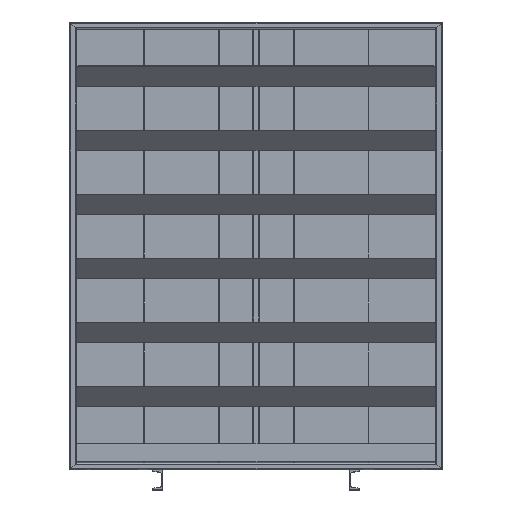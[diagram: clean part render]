
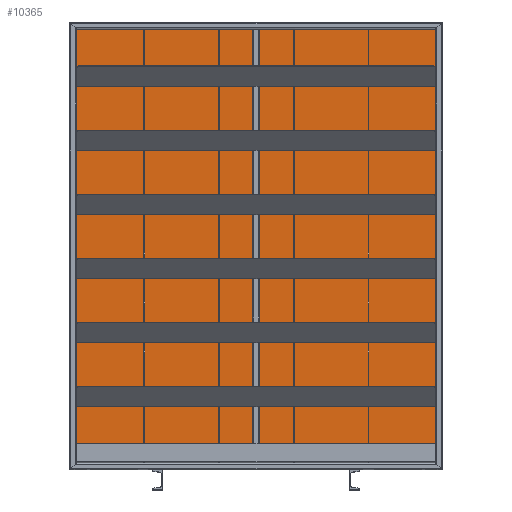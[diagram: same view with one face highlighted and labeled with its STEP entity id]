
A CAD part, top view. The second image highlights one B-rep face of the part: STEP entity #10365.
In plain terms, the highlighted free-form (B-spline) face has degree [1, 1] with [2, 2] control points.
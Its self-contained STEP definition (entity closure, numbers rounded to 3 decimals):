
#10333 = EDGE_CURVE('',#10334,#10336,#10338,.T.);
#10334 = VERTEX_POINT('',#10335);
#10335 = CARTESIAN_POINT('',(710.598,-1700.361,
    -507.57));
#10336 = VERTEX_POINT('',#10337);
#10337 = CARTESIAN_POINT('',(710.598,0.,-507.57));
#10338 = B_SPLINE_CURVE_WITH_KNOTS('',1,(#10339,#10340),.UNSPECIFIED.,
  .F.,.F.,(2,2),(0.,1675.),.PIECEWISE_BEZIER_KNOTS.);
#10339 = CARTESIAN_POINT('',(710.598,-1700.361,
    -507.57));
#10340 = CARTESIAN_POINT('',(710.598,0.,-507.57));
#10365 = ADVANCED_FACE('',(#10366),#10388,.T.);
#10366 = FACE_BOUND('',#10367,.F.);
#10367 = EDGE_LOOP('',(#10368,#10369,#10376,#10383));
#10368 = ORIENTED_EDGE('',*,*,#10333,.F.);
#10369 = ORIENTED_EDGE('',*,*,#10370,.T.);
#10370 = EDGE_CURVE('',#10334,#10371,#10373,.T.);
#10371 = VERTEX_POINT('',#10372);
#10372 = CARTESIAN_POINT('',(-710.598,-1700.361,
    -507.57));
#10373 = B_SPLINE_CURVE_WITH_KNOTS('',1,(#10374,#10375),.UNSPECIFIED.,
  .F.,.F.,(2,2),(0.,1400.),.PIECEWISE_BEZIER_KNOTS.);
#10374 = CARTESIAN_POINT('',(710.598,-1700.361,
    -507.57));
#10375 = CARTESIAN_POINT('',(-710.598,-1700.361,
    -507.57));
#10376 = ORIENTED_EDGE('',*,*,#10377,.T.);
#10377 = EDGE_CURVE('',#10371,#10378,#10380,.T.);
#10378 = VERTEX_POINT('',#10379);
#10379 = CARTESIAN_POINT('',(-710.598,0.,-507.57));
#10380 = B_SPLINE_CURVE_WITH_KNOTS('',1,(#10381,#10382),.UNSPECIFIED.,
  .F.,.F.,(2,2),(0.,1675.),.PIECEWISE_BEZIER_KNOTS.);
#10381 = CARTESIAN_POINT('',(-710.598,-1700.361,
    -507.57));
#10382 = CARTESIAN_POINT('',(-710.598,0.,-507.57));
#10383 = ORIENTED_EDGE('',*,*,#10384,.F.);
#10384 = EDGE_CURVE('',#10336,#10378,#10385,.T.);
#10385 = B_SPLINE_CURVE_WITH_KNOTS('',1,(#10386,#10387),.UNSPECIFIED.,
  .F.,.F.,(2,2),(0.,1400.),.PIECEWISE_BEZIER_KNOTS.);
#10386 = CARTESIAN_POINT('',(710.598,0.,-507.57));
#10387 = CARTESIAN_POINT('',(-710.598,0.,-507.57));
#10388 = B_SPLINE_SURFACE_WITH_KNOTS('',1,1,(
    (#10389,#10390)
    ,(#10391,#10392
    )),.UNSPECIFIED.,.F.,.F.,.F.,(2,2),(2,2),(0.,1675.),(0.,1400.)
  ,.PIECEWISE_BEZIER_KNOTS.);
#10389 = CARTESIAN_POINT('',(710.598,-1700.361,
    -507.57));
#10390 = CARTESIAN_POINT('',(-710.598,-1700.361,
    -507.57));
#10391 = CARTESIAN_POINT('',(710.598,0.,-507.57));
#10392 = CARTESIAN_POINT('',(-710.598,0.,-507.57));
